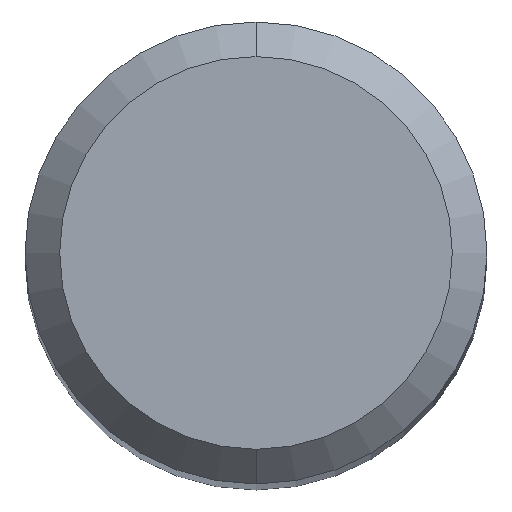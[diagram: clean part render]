
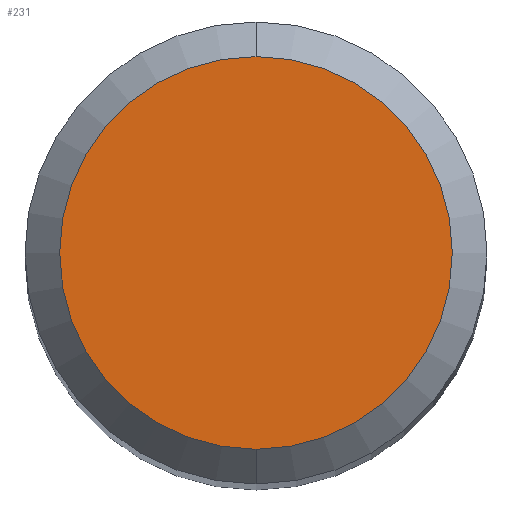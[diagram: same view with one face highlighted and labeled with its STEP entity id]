
A CAD part, top view. The second image highlights one B-rep face of the part: STEP entity #231.
In plain terms, the highlighted planar face has unit normal (0, 0, 1).
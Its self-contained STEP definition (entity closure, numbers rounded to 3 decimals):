
#231=ADVANCED_FACE('',(#546),#547,.T.);
#321=EDGE_CURVE('',#349,#461,#643,.T.);
#349=VERTEX_POINT('',#672);
#367=EDGE_CURVE('',#461,#349,#693,.T.);
#461=VERTEX_POINT('',#798);
#546=FACE_OUTER_BOUND('',#934,.T.);
#547=PLANE('',#935);
#643=CIRCLE('',#1177,1.7);
#672=CARTESIAN_POINT('',(0.0,1.7,0.0));
#693=CIRCLE('',#1241,1.7);
#798=CARTESIAN_POINT('',(0.,-1.7,0.0));
#934=EDGE_LOOP('',(#1548,#1549));
#935=AXIS2_PLACEMENT_3D('',#1550,#1551,#1552);
#1177=AXIS2_PLACEMENT_3D('',#1628,#1629,#1630);
#1241=AXIS2_PLACEMENT_3D('',#1672,#1673,#1674);
#1548=ORIENTED_EDGE('',*,*,#321,.F.);
#1549=ORIENTED_EDGE('',*,*,#367,.F.);
#1550=CARTESIAN_POINT('',(0.0,0.85,0.0));
#1551=DIRECTION('',(-0.0,0.0,1.0));
#1552=DIRECTION('',(0.0,-1.0,0.0));
#1628=CARTESIAN_POINT('',(0.0,0.0,0.0));
#1629=DIRECTION('',(0.0,0.0,-1.0));
#1630=DIRECTION('',(0.0,1.0,0.0));
#1672=CARTESIAN_POINT('',(0.0,0.0,0.0));
#1673=DIRECTION('',(0.0,0.0,-1.0));
#1674=DIRECTION('',(0.0,1.0,0.0));
